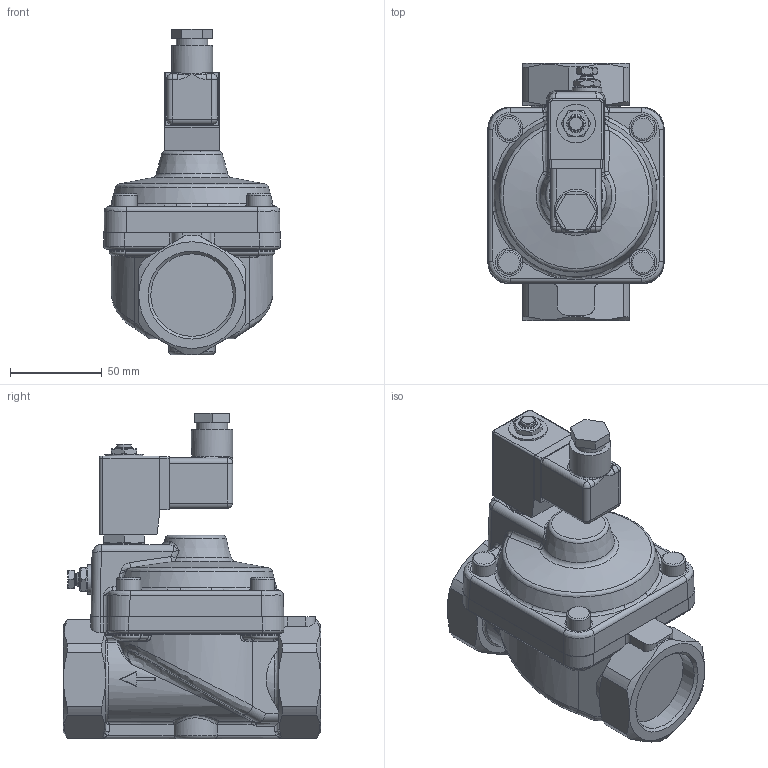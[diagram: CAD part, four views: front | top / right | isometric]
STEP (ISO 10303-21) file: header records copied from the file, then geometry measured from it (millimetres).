
FILE_DESCRIPTION(/* description */ ('3D-Modell'),/* implementation_level */ '2;1');
FILE_NAME(/* name */ '051.000049 C5127-1001-032.stp',/* time_stamp */ '2023-03-07T14:08:11+01:00',/* author */ ('EToews'),/* organization */ (''),/* preprocessor_version */ 'ST-DEVELOPER v16.1',/* originating_system */ 'Autodesk Inventor 2016',/* authorisation */ '');
FILE_SCHEMA (('AUTOMOTIVE_DESIGN { 1 0 10303 214 3 1 1 }'));
Length unit declared in the file: millimetre
Products named in the file (1): 88-005599
Bounding box: 96 x 140 x 177.2 mm (x, y, z)
Volume: 798828.6 mm3; surface area: 74995.3 mm2
Topology: 1 solids, 1 shells, 545 faces, 1353 edges, 802 vertices
Faces by surface type: plane 167, cylinder 155, bspline 100, cone 62, torus 51, sphere 10
Full cylindrical faces by diameter (mm): 4.917 x2, 6.4 x1, 8 x2, 10 x1, 13 x4, 15 x4, 16 x1, 17 x1, 21 x1, 21.9 x1, 22.4 x1, 24 x1, 44.845 x2
Entity records: 22234 total; most frequent: CARTESIAN_POINT 10539, ORIENTED_EDGE 2548, DIRECTION 2262, EDGE_CURVE 1274, AXIS2_PLACEMENT_3D 925, VERTEX_POINT 791, EDGE_LOOP 605, FACE_OUTER_BOUND 545
